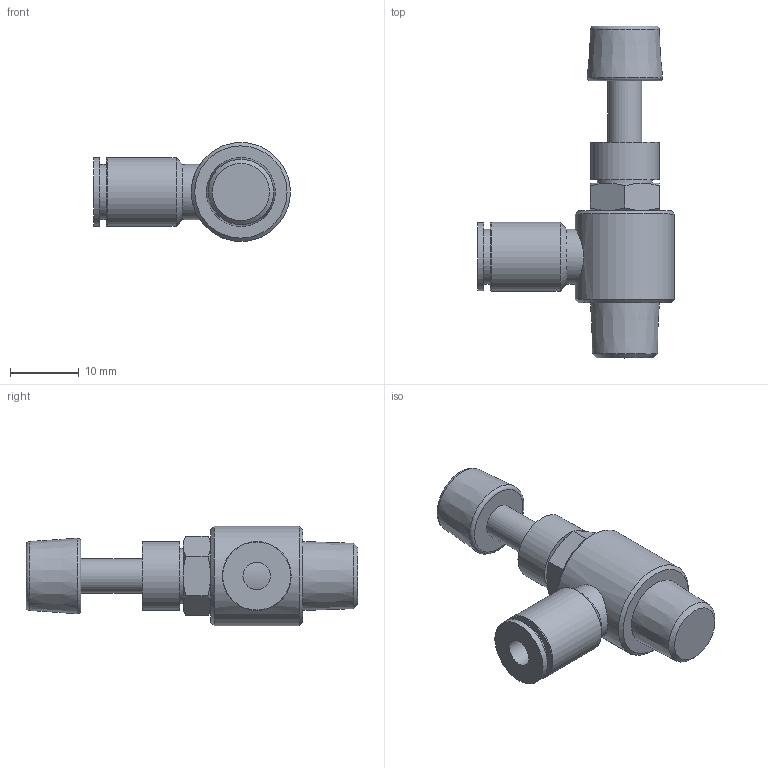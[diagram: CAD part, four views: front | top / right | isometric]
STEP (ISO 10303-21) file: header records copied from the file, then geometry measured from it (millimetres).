
FILE_DESCRIPTION(/* description */ ('STEP AP214'),/* implementation_level */ '2;1');
FILE_NAME(/* name */ '153499_LRLL-1_8-QS-4',/* time_stamp */ '2024-09-04T23:18:18+02:00',/* author */ ('License CC BY-ND 4.0'),/* organization */ ('CADENAS'),/* preprocessor_version */ 'ST-DEVELOPER v19.3',/* originating_system */ 'PARTsolutions',/* authorisation */ ' ');
FILE_SCHEMA (('AUTOMOTIVE_DESIGN {1 0 10303 214 3 1 1}'));
Length unit declared in the file: millimetre
Products named in the file (1): 153499 LRLL-1/8-QS-4---(0)
Bounding box: 28.6 x 48.2 x 14.4 mm (x, y, z)
Volume: 5281.3 mm3; surface area: 2750.1 mm2
Topology: 1 solids, 1 shells, 48 faces, 88 edges, 52 vertices
Faces by surface type: cone 19, plane 17, cylinder 10, torus 2
Full cylindrical faces by diameter (mm): 4 x1, 4.954 x1, 8 x2, 8.02 x1, 9.9 x1, 9.931 x1, 10 x1, 14.4 x1
Entity records: 1158 total; most frequent: CARTESIAN_POINT 271, DIRECTION 180, ORIENTED_EDGE 140, AXIS2_PLACEMENT_3D 87, EDGE_LOOP 76, FACE_BOUND 76, EDGE_CURVE 70, VERTEX_POINT 52
